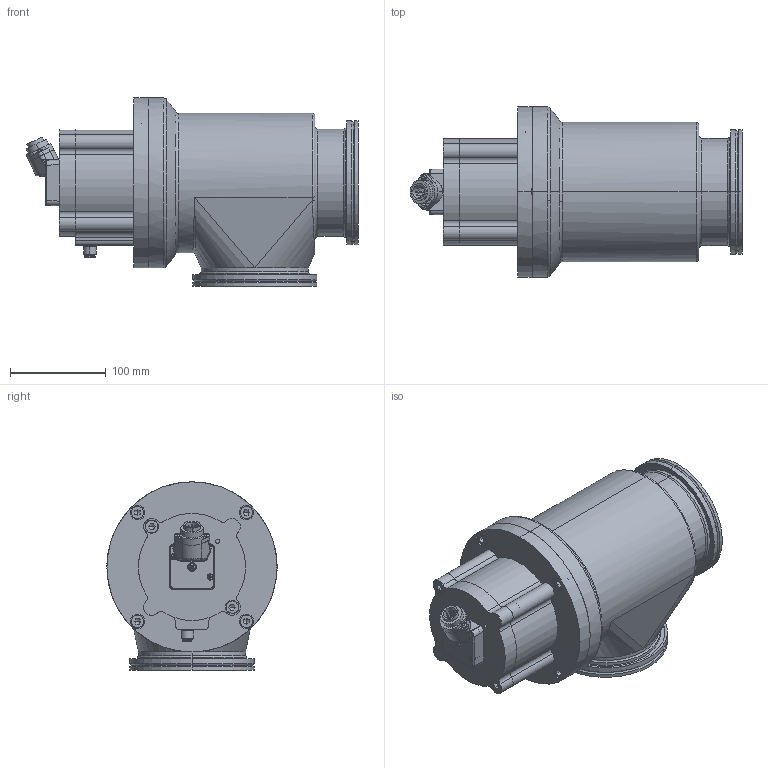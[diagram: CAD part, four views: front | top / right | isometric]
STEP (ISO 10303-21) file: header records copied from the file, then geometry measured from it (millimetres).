
FILE_DESCRIPTION (( 'STEP AP214' ), '1' );
FILE_NAME ('310VEP100.step', '2017-07-10T10:20:29', ( 'install' ), ( '' ), 'SwSTEP 2.0', 'SolidWorks 2015', '' );
FILE_SCHEMA (( 'AUTOMOTIVE_DESIGN' ));
Length unit declared in the file: millimetre
Products named in the file (1): 310VEP100
Bounding box: 347.34 x 178 x 197 mm (x, y, z)
Volume: 1815670.9 mm3; surface area: 458840.2 mm2
Topology: 31 solids, 31 shells, 1866 faces, 4562 edges, 2773 vertices
Faces by surface type: cylinder 690, plane 547, bspline 225, cone 175, torus 170, sphere 59
Entity records: 83464 total; most frequent: CARTESIAN_POINT 20755, ORIENTED_EDGE 8974, DIRECTION 8630, EDGE_CURVE 4487, AXIS2_PLACEMENT_3D 3413, VERTEX_POINT 2756, EDGE_LOOP 2019, UNCERTAINTY_MEASURE_WITH_UNIT 1899
